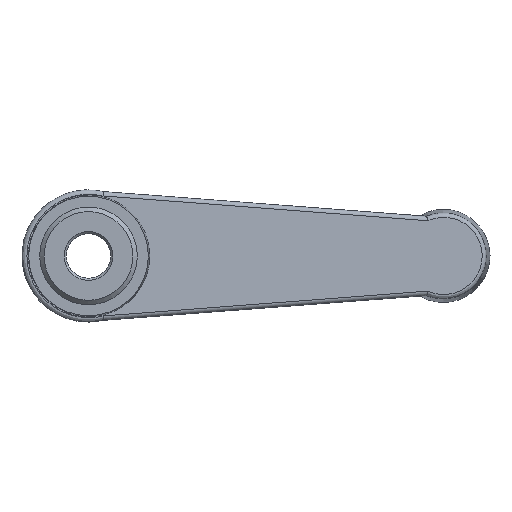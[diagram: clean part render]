
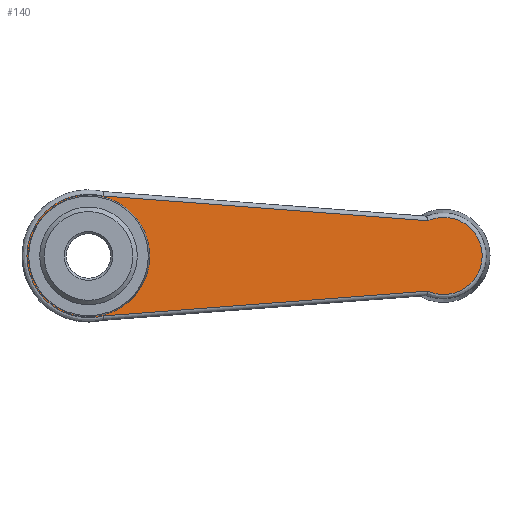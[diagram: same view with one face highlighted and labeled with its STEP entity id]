
A CAD part, front view. The second image highlights one B-rep face of the part: STEP entity #140.
In plain terms, the highlighted planar face has unit normal (0.121, -0.993, 0).
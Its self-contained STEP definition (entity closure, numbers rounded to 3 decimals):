
#111=PLANE('',#602);
#123=LINE('',#852,#131);
#124=LINE('',#857,#132);
#131=VECTOR('',#674,1.);
#132=VECTOR('',#677,1.);
#140=ADVANCED_FACE('',(#188,#246),#111,.F.);
#188=FACE_OUTER_BOUND('',#279,.T.);
#219=ELLIPSE('',#599,8.765,8.7);
#220=ELLIPSE('',#600,14.009,13.906);
#221=ELLIPSE('',#601,13.787,13.685);
#246=FACE_BOUND('',#280,.T.);
#279=EDGE_LOOP('',(#346,#347,#348,#349));
#280=EDGE_LOOP('',(#350));
#346=ORIENTED_EDGE('',*,*,#516,.T.);
#347=ORIENTED_EDGE('',*,*,#517,.T.);
#348=ORIENTED_EDGE('',*,*,#518,.T.);
#349=ORIENTED_EDGE('',*,*,#519,.T.);
#350=ORIENTED_EDGE('',*,*,#520,.T.);
#468=VERTEX_POINT('',#853);
#469=VERTEX_POINT('',#854);
#470=VERTEX_POINT('',#856);
#471=VERTEX_POINT('',#858);
#472=VERTEX_POINT('',#861);
#516=EDGE_CURVE('',#468,#469,#123,.T.);
#517=EDGE_CURVE('',#469,#470,#219,.T.);
#518=EDGE_CURVE('',#470,#471,#124,.T.);
#519=EDGE_CURVE('',#471,#468,#220,.T.);
#520=EDGE_CURVE('',#472,#472,#221,.T.);
#599=AXIS2_PLACEMENT_3D('',#855,#675,#676);
#600=AXIS2_PLACEMENT_3D('',#859,#678,#679);
#601=AXIS2_PLACEMENT_3D('',#860,#680,#681);
#602=AXIS2_PLACEMENT_3D('',#862,#682,#683);
#674=DIRECTION('',(0.99,0.12,0.075));
#675=DIRECTION('',(0.121,-0.993,0.));
#676=DIRECTION('',(-0.993,-0.121,0.));
#677=DIRECTION('',(-0.99,-0.12,0.075));
#678=DIRECTION('',(0.121,-0.993,0.));
#679=DIRECTION('',(-0.993,-0.121,0.));
#680=DIRECTION('',(-0.121,0.993,0.));
#681=DIRECTION('',(0.993,0.121,0.));
#682=DIRECTION('',(-0.121,0.993,0.));
#683=DIRECTION('',(-0.993,-0.121,0.));
#852=CARTESIAN_POINT('',(226.093,81.895,-7.968));
#853=CARTESIAN_POINT('',(153.283,73.041,-13.519));
#854=CARTESIAN_POINT('',(226.484,81.942,-7.938));
#855=CARTESIAN_POINT('',(230.047,82.376,0.));
#856=CARTESIAN_POINT('',(226.484,81.942,7.938));
#857=CARTESIAN_POINT('',(153.15,73.025,13.529));
#858=CARTESIAN_POINT('',(153.283,73.041,13.519));
#859=CARTESIAN_POINT('',(150.025,72.645,0.));
#860=CARTESIAN_POINT('',(150.116,72.656,0.));
#861=CARTESIAN_POINT('',(163.802,74.32,0.));
#862=CARTESIAN_POINT('',(163.802,74.32,155.));
